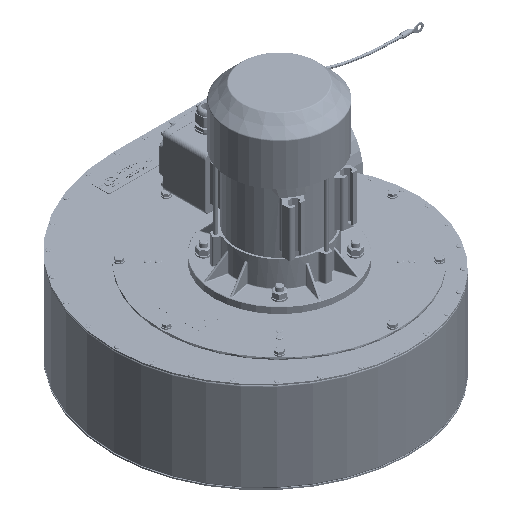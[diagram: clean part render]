
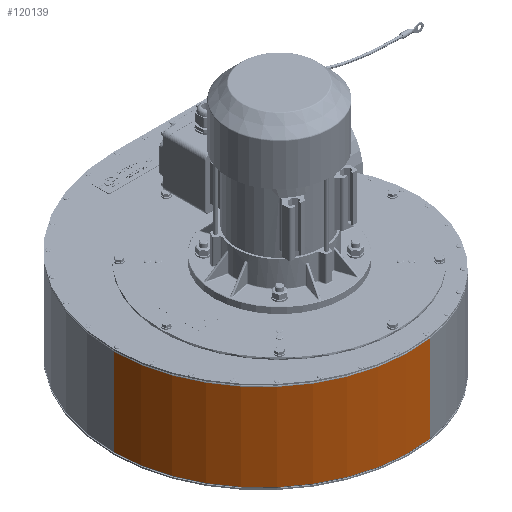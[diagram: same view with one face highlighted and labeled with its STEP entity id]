
A CAD part, isometric view. The second image highlights one B-rep face of the part: STEP entity #120139.
In plain terms, the highlighted cylindrical face has radius 227.3 mm (diameter 454.6 mm), a partial arc.
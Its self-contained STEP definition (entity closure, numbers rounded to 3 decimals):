
#15124=LINE('',#221808,#24176);
#15125=LINE('',#221822,#24177);
#24176=VECTOR('',#158335,10.);
#24177=VECTOR('',#158358,10.);
#25684=CYLINDRICAL_SURFACE('',#129897,227.3);
#32201=FACE_OUTER_BOUND('',#39685,.T.);
#39685=EDGE_LOOP('',(#103513,#103514,#103515,#103516));
#43766=CIRCLE('',#129895,227.3);
#43768=CIRCLE('',#129898,227.3);
#54459=VERTEX_POINT('',#221802);
#54460=VERTEX_POINT('',#221806);
#54461=VERTEX_POINT('',#221816);
#54462=VERTEX_POINT('',#221820);
#70889=EDGE_CURVE('',#54459,#54460,#15124,.T.);
#70893=EDGE_CURVE('',#54461,#54459,#43766,.T.);
#70895=EDGE_CURVE('',#54462,#54460,#43768,.T.);
#70896=EDGE_CURVE('',#54461,#54462,#15125,.T.);
#103513=ORIENTED_EDGE('',*,*,#70889,.T.);
#103514=ORIENTED_EDGE('',*,*,#70895,.F.);
#103515=ORIENTED_EDGE('',*,*,#70896,.F.);
#103516=ORIENTED_EDGE('',*,*,#70893,.T.);
#120139=ADVANCED_FACE('',(#32201),#25684,.T.);
#129895=AXIS2_PLACEMENT_3D('',#221817,#158350,#158351);
#129897=AXIS2_PLACEMENT_3D('',#221819,#158354,#158355);
#129898=AXIS2_PLACEMENT_3D('',#221821,#158356,#158357);
#158335=DIRECTION('',(0.,0.,1.));
#158350=DIRECTION('center_axis',(0.,0.,
1.));
#158351=DIRECTION('ref_axis',(-1.,0.,0.));
#158354=DIRECTION('center_axis',(0.,0.,
-1.));
#158355=DIRECTION('ref_axis',(0.147,-0.989,0.));
#158356=DIRECTION('center_axis',(0.,0.,
1.));
#158357=DIRECTION('ref_axis',(-1.,0.,0.));
#158358=DIRECTION('',(0.,0.,1.));
#221802=CARTESIAN_POINT('',(19.904,-211.432,-140.125));
#221806=CARTESIAN_POINT('',(19.904,-211.432,-6.875));
#221808=CARTESIAN_POINT('',(19.904,-211.432,-6.875));
#221816=CARTESIAN_POINT('',(-240.8,13.4,-140.125));
#221817=CARTESIAN_POINT('Origin',(-13.5,13.4,-140.125));
#221819=CARTESIAN_POINT('Origin',(-13.5,13.4,-73.5));
#221820=CARTESIAN_POINT('',(-240.8,13.4,-6.875));
#221821=CARTESIAN_POINT('Origin',(-13.5,13.4,-6.875));
#221822=CARTESIAN_POINT('',(-240.8,13.4,-6.875));
